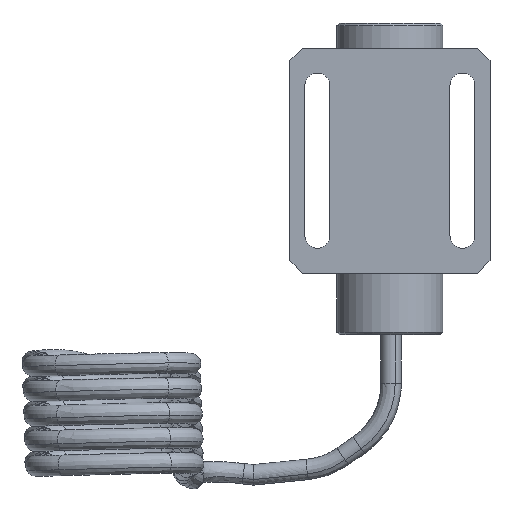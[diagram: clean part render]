
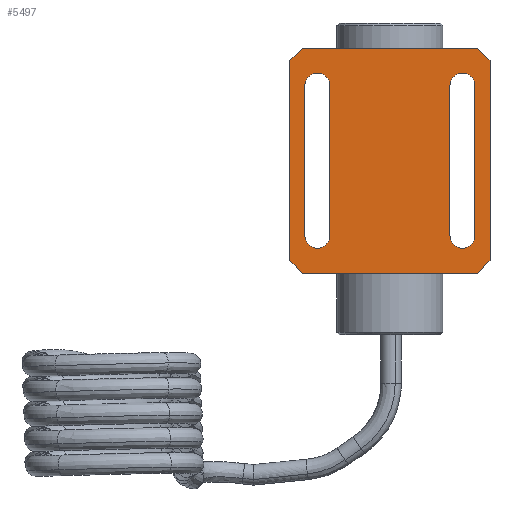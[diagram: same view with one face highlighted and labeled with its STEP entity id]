
A CAD part, top view. The second image highlights one B-rep face of the part: STEP entity #5497.
In plain terms, the highlighted planar face has unit normal (0, 0, 1).
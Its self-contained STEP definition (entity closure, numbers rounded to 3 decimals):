
#135=FACE_BOUND('',#1522,.T.);
#136=FACE_BOUND('',#1523,.T.);
#504=LINE('',#10796,#791);
#508=LINE('',#10804,#795);
#512=LINE('',#10811,#799);
#513=LINE('',#10813,#800);
#514=LINE('',#10815,#801);
#515=LINE('',#10817,#802);
#516=LINE('',#10819,#803);
#517=LINE('',#10820,#804);
#518=LINE('',#10825,#805);
#519=LINE('',#10828,#806);
#520=LINE('',#10833,#807);
#521=LINE('',#10836,#808);
#791=VECTOR('',#6837,7.071);
#795=VECTOR('',#6843,70.);
#799=VECTOR('',#6849,80.);
#800=VECTOR('',#6850,7.071);
#801=VECTOR('',#6851,70.);
#802=VECTOR('',#6852,7.071);
#803=VECTOR('',#6853,80.);
#804=VECTOR('',#6854,7.071);
#805=VECTOR('',#6857,60.);
#806=VECTOR('',#6860,60.);
#807=VECTOR('',#6863,60.);
#808=VECTOR('',#6866,60.);
#946=PLANE('',#5904);
#1172=FACE_OUTER_BOUND('',#1521,.T.);
#1521=EDGE_LOOP('',(#4661,#4662,#4663,#4664,#4665,#4666,#4667,#4668));
#1522=EDGE_LOOP('',(#4669,#4670,#4671,#4672));
#1523=EDGE_LOOP('',(#4673,#4674,#4675,#4676));
#1741=CIRCLE('',#5905,5.);
#1742=CIRCLE('',#5906,5.);
#1743=CIRCLE('',#5907,5.);
#1744=CIRCLE('',#5908,5.);
#2569=VERTEX_POINT('',#10794);
#2570=VERTEX_POINT('',#10795);
#2573=VERTEX_POINT('',#10803);
#2575=VERTEX_POINT('',#10810);
#2576=VERTEX_POINT('',#10812);
#2577=VERTEX_POINT('',#10814);
#2578=VERTEX_POINT('',#10816);
#2579=VERTEX_POINT('',#10818);
#2580=VERTEX_POINT('',#10821);
#2581=VERTEX_POINT('',#10822);
#2582=VERTEX_POINT('',#10824);
#2583=VERTEX_POINT('',#10826);
#2584=VERTEX_POINT('',#10829);
#2585=VERTEX_POINT('',#10830);
#2586=VERTEX_POINT('',#10832);
#2587=VERTEX_POINT('',#10834);
#3296=EDGE_CURVE('',#2569,#2570,#504,.T.);
#3300=EDGE_CURVE('',#2573,#2570,#508,.T.);
#3304=EDGE_CURVE('',#2569,#2575,#512,.T.);
#3305=EDGE_CURVE('',#2576,#2575,#513,.T.);
#3306=EDGE_CURVE('',#2576,#2577,#514,.T.);
#3307=EDGE_CURVE('',#2578,#2577,#515,.T.);
#3308=EDGE_CURVE('',#2578,#2579,#516,.T.);
#3309=EDGE_CURVE('',#2573,#2579,#517,.T.);
#3310=EDGE_CURVE('',#2580,#2581,#1741,.T.);
#3311=EDGE_CURVE('',#2581,#2582,#518,.T.);
#3312=EDGE_CURVE('',#2582,#2583,#1742,.T.);
#3313=EDGE_CURVE('',#2583,#2580,#519,.T.);
#3314=EDGE_CURVE('',#2584,#2585,#1743,.T.);
#3315=EDGE_CURVE('',#2585,#2586,#520,.T.);
#3316=EDGE_CURVE('',#2586,#2587,#1744,.T.);
#3317=EDGE_CURVE('',#2587,#2584,#521,.T.);
#4661=ORIENTED_EDGE('',*,*,#3296,.F.);
#4662=ORIENTED_EDGE('',*,*,#3304,.T.);
#4663=ORIENTED_EDGE('',*,*,#3305,.F.);
#4664=ORIENTED_EDGE('',*,*,#3306,.T.);
#4665=ORIENTED_EDGE('',*,*,#3307,.F.);
#4666=ORIENTED_EDGE('',*,*,#3308,.T.);
#4667=ORIENTED_EDGE('',*,*,#3309,.F.);
#4668=ORIENTED_EDGE('',*,*,#3300,.T.);
#4669=ORIENTED_EDGE('',*,*,#3310,.T.);
#4670=ORIENTED_EDGE('',*,*,#3311,.T.);
#4671=ORIENTED_EDGE('',*,*,#3312,.T.);
#4672=ORIENTED_EDGE('',*,*,#3313,.T.);
#4673=ORIENTED_EDGE('',*,*,#3314,.T.);
#4674=ORIENTED_EDGE('',*,*,#3315,.T.);
#4675=ORIENTED_EDGE('',*,*,#3316,.T.);
#4676=ORIENTED_EDGE('',*,*,#3317,.T.);
#5497=ADVANCED_FACE('',(#1172,#135,#136),#946,.T.);
#5904=AXIS2_PLACEMENT_3D('',#10809,#6847,#6848);
#5905=AXIS2_PLACEMENT_3D('',#10823,#6855,#6856);
#5906=AXIS2_PLACEMENT_3D('',#10827,#6858,#6859);
#5907=AXIS2_PLACEMENT_3D('',#10831,#6861,#6862);
#5908=AXIS2_PLACEMENT_3D('',#10835,#6864,#6865);
#6837=DIRECTION('',(0.707,0.707,0.));
#6843=DIRECTION('',(-1.,0.,0.));
#6847=DIRECTION('center_axis',(0.,0.,1.));
#6848=DIRECTION('ref_axis',(1.,0.,0.));
#6849=DIRECTION('',(0.,-1.,0.));
#6850=DIRECTION('',(-0.707,0.707,0.));
#6851=DIRECTION('',(1.,0.,0.));
#6852=DIRECTION('',(-0.707,-0.707,0.));
#6853=DIRECTION('',(0.,1.,0.));
#6854=DIRECTION('',(0.707,-0.707,0.));
#6855=DIRECTION('center_axis',(0.,0.,-1.));
#6856=DIRECTION('ref_axis',(1.,0.,0.));
#6857=DIRECTION('',(0.,-1.,0.));
#6858=DIRECTION('center_axis',(0.,0.,-1.));
#6859=DIRECTION('ref_axis',(-1.,0.,0.));
#6860=DIRECTION('',(0.,1.,0.));
#6861=DIRECTION('center_axis',(0.,0.,-1.));
#6862=DIRECTION('ref_axis',(1.,0.,0.));
#6863=DIRECTION('',(0.,-1.,0.));
#6864=DIRECTION('center_axis',(0.,0.,-1.));
#6865=DIRECTION('ref_axis',(-1.,0.,0.));
#6866=DIRECTION('',(0.,1.,0.));
#10794=CARTESIAN_POINT('',(-40.,79.249,3.));
#10795=CARTESIAN_POINT('',(-35.,84.249,3.));
#10796=CARTESIAN_POINT('',(-38.75,80.499,3.));
#10803=CARTESIAN_POINT('',(35.,84.249,3.));
#10804=CARTESIAN_POINT('',(-40.,84.249,3.));
#10809=CARTESIAN_POINT('Origin',(0.,39.249,3.));
#10810=CARTESIAN_POINT('',(-40.,-0.751,3.));
#10811=CARTESIAN_POINT('',(-40.,-5.751,3.));
#10812=CARTESIAN_POINT('',(-35.,-5.751,3.));
#10813=CARTESIAN_POINT('',(-38.75,-2.001,3.));
#10814=CARTESIAN_POINT('',(35.,-5.751,3.));
#10815=CARTESIAN_POINT('',(40.,-5.751,3.));
#10816=CARTESIAN_POINT('',(40.,-0.751,3.));
#10817=CARTESIAN_POINT('',(38.75,-2.001,3.));
#10818=CARTESIAN_POINT('',(40.,79.249,3.));
#10819=CARTESIAN_POINT('',(40.,84.249,3.));
#10820=CARTESIAN_POINT('',(38.75,80.499,3.));
#10821=CARTESIAN_POINT('',(24.,69.249,3.));
#10822=CARTESIAN_POINT('',(34.,69.249,3.));
#10823=CARTESIAN_POINT('Origin',(29.,69.249,3.));
#10824=CARTESIAN_POINT('',(34.,9.249,3.));
#10825=CARTESIAN_POINT('',(34.,24.249,3.));
#10826=CARTESIAN_POINT('',(24.,9.249,3.));
#10827=CARTESIAN_POINT('Origin',(29.,9.249,3.));
#10828=CARTESIAN_POINT('',(24.,54.249,3.));
#10829=CARTESIAN_POINT('',(-34.,69.249,3.));
#10830=CARTESIAN_POINT('',(-24.,69.249,3.));
#10831=CARTESIAN_POINT('Origin',(-29.,69.249,3.));
#10832=CARTESIAN_POINT('',(-24.,9.249,3.));
#10833=CARTESIAN_POINT('',(-24.,24.249,3.));
#10834=CARTESIAN_POINT('',(-34.,9.249,3.));
#10835=CARTESIAN_POINT('Origin',(-29.,9.249,3.));
#10836=CARTESIAN_POINT('',(-34.,54.249,3.));
